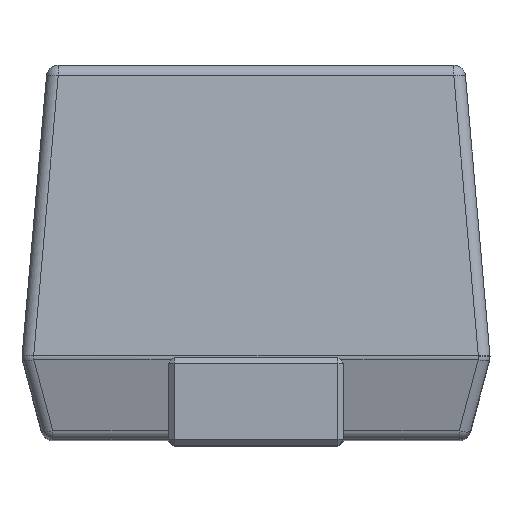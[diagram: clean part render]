
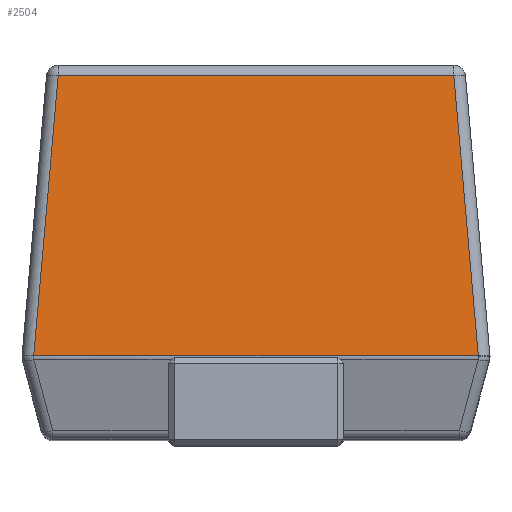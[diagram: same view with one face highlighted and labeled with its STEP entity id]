
A CAD part, top view. The second image highlights one B-rep face of the part: STEP entity #2504.
In plain terms, the highlighted planar face has unit normal (0, 0.087, 0.996).
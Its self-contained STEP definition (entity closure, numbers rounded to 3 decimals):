
#304 = DIRECTION ( 'NONE',  ( 0., -0.996, 0.087 ) ) ;
#351 = LINE ( 'NONE', #857, #3439 ) ;
#487 = EDGE_CURVE ( 'NONE', #1864, #3560, #351, .T. ) ;
#552 = DIRECTION ( 'NONE',  ( -0.087, -0.992, 0.087 ) ) ;
#609 = CARTESIAN_POINT ( 'NONE',  ( 0.374, 0.217, 0.594 ) ) ;
#656 = EDGE_LOOP ( 'NONE', ( #965, #3627, #665, #1290 ) ) ;
#665 = ORIENTED_EDGE ( 'NONE', *, *, #1313, .T. ) ;
#699 = AXIS2_PLACEMENT_3D ( 'NONE', #1398, #3469, #304 ) ;
#797 = VERTEX_POINT ( 'NONE', #2181 ) ;
#857 = CARTESIAN_POINT ( 'NONE',  ( -0.4, 0.154, 0.6 ) ) ;
#907 = DIRECTION ( 'NONE',  ( 1., 0., 0. ) ) ;
#965 = ORIENTED_EDGE ( 'NONE', *, *, #3609, .T. ) ;
#1058 = CARTESIAN_POINT ( 'NONE',  ( 0.38, 0.154, 0.6 ) ) ;
#1113 = LINE ( 'NONE', #609, #3656 ) ;
#1135 = PLANE ( 'NONE',  #699 ) ;
#1196 = CARTESIAN_POINT ( 'NONE',  ( -0.38, 0.154, 0.6 ) ) ;
#1290 = ORIENTED_EDGE ( 'NONE', *, *, #1826, .T. ) ;
#1313 = EDGE_CURVE ( 'NONE', #3560, #797, #1113, .T. ) ;
#1398 = CARTESIAN_POINT ( 'NONE',  ( -0.4, 0.15, 0.6 ) ) ;
#1523 = VECTOR ( 'NONE', #552, 1000. ) ;
#1699 = LINE ( 'NONE', #3433, #1523 ) ;
#1755 = VECTOR ( 'NONE', #2923, 1000. ) ;
#1826 = EDGE_CURVE ( 'NONE', #797, #2185, #3164, .T. ) ;
#1864 = VERTEX_POINT ( 'NONE', #1196 ) ;
#2032 = FACE_OUTER_BOUND ( 'NONE', #656, .T. ) ;
#2074 = CARTESIAN_POINT ( 'NONE',  ( -0.338, 0.632, 0.558 ) ) ;
#2181 = CARTESIAN_POINT ( 'NONE',  ( 0.338, 0.632, 0.558 ) ) ;
#2185 = VERTEX_POINT ( 'NONE', #2074 ) ;
#2504 = ADVANCED_FACE ( 'NONE', ( #2032 ), #1135, .T. ) ;
#2569 = DIRECTION ( 'NONE',  ( -0.087, 0.992, -0.087 ) ) ;
#2923 = DIRECTION ( 'NONE',  ( -1., 0., 0. ) ) ;
#3164 = LINE ( 'NONE', #3183, #1755 ) ;
#3183 = CARTESIAN_POINT ( 'NONE',  ( -0.356, 0.632, 0.558 ) ) ;
#3433 = CARTESIAN_POINT ( 'NONE',  ( -0.38, 0.148, 0.6 ) ) ;
#3439 = VECTOR ( 'NONE', #907, 1000. ) ;
#3469 = DIRECTION ( 'NONE',  ( 0., 0.087, 0.996 ) ) ;
#3560 = VERTEX_POINT ( 'NONE', #1058 ) ;
#3609 = EDGE_CURVE ( 'NONE', #2185, #1864, #1699, .T. ) ;
#3627 = ORIENTED_EDGE ( 'NONE', *, *, #487, .T. ) ;
#3656 = VECTOR ( 'NONE', #2569, 1000. ) ;
